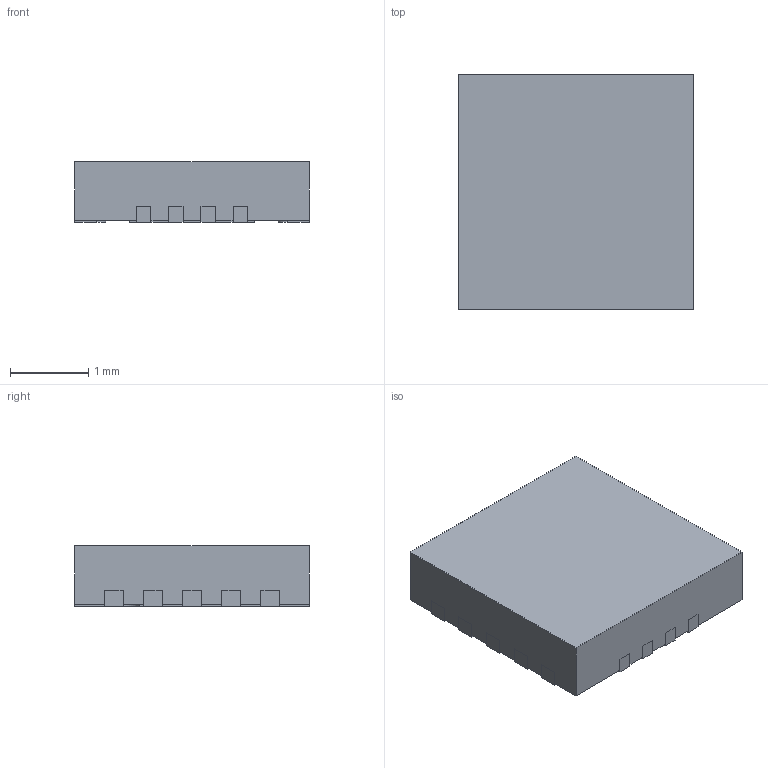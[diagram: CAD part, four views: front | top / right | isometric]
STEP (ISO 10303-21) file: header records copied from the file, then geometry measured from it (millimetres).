
FILE_DESCRIPTION((''),'2;1');
FILE_NAME('DRC0010G_ASM','2015-07-10T',('a0412086'),(''),'PRO/ENGINEER BY PARAMETRIC TECHNOLOGY CORPORATION, 2011490','PRO/ENGINEER BY PARAMETRIC TECHNOLOGY CORPORATION, 2011490','');
FILE_SCHEMA(('AUTOMOTIVE_DESIGN { 1 0 10303 214 1 1 1 1 }'));
Length unit declared in the file: millimetre
Products named in the file (3): BODY-SON; FRAME-DRC0010; DRC0010G_ASM
Assembly tree (2 placements, depth 2):
  DRC0010G_ASM
    BODY-SON
    FRAME-DRC0010
Bounding box: 3 x 3 x 0.78 mm (x, y, z)
Volume: 6.9 mm3; surface area: 48.1 mm2
Topology: 12 solids, 12 shells, 224 faces, 600 edges, 400 vertices
Faces by surface type: plane 202, cylinder 22
Entity records: 9225 total; most frequent: CARTESIAN_POINT 1236, ORIENTED_EDGE 1200, DIRECTION 1102, PRESENTATION_STYLE_ASSIGNMENT 623, STYLED_ITEM 612, CURVE_STYLE 600, EDGE_CURVE 600, VECTOR 556
